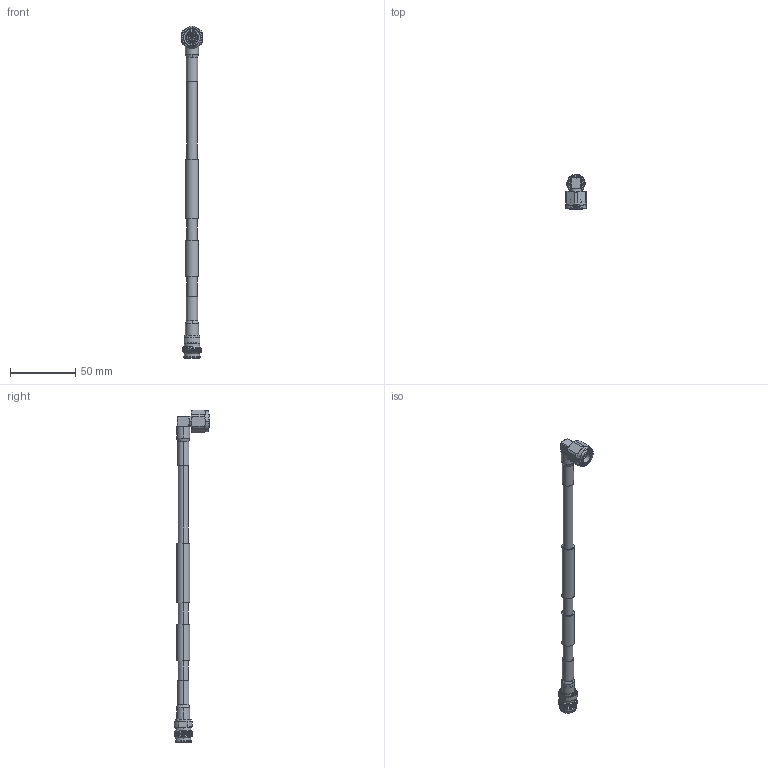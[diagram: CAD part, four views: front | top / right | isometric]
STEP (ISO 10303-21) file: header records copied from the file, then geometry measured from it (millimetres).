
FILE_DESCRIPTION (( 'STEP AP214' ), '1' );
FILE_NAME ('FMCA2272.step', '2021-02-09T19:11:28', ( '' ), ( '' ), 'SwSTEP 2.0', 'SolidWorks 2018', '' );
FILE_SCHEMA (( 'AUTOMOTIVE_DESIGN' ));
Length unit declared in the file: inch
Products named in the file (5): FMCN1715^FMCA2272; FMCN1714^FMCA2272; FM-1/4SFHC^FMCA2272; FMCA2272; Heat Shrink^FMCA2272
Assembly tree (5 placements, depth 2):
  FMCA2272
    FM-1/4SFHC^FMCA2272
    Heat Shrink^FMCA2272  x2
    FMCN1714^FMCA2272
    FMCN1715^FMCA2272
Bounding box: 16 x 27.4 x 254.6 mm (x, y, z)
Volume: 18447 mm3; surface area: 11492.1 mm2
Topology: 5 solids, 5 shells, 310 faces, 770 edges, 490 vertices
Faces by surface type: cylinder 116, plane 96, cone 58, torus 21, bspline 19
Entity records: 13879 total; most frequent: CARTESIAN_POINT 6751, ORIENTED_EDGE 1500, DIRECTION 1419, EDGE_CURVE 750, AXIS2_PLACEMENT_3D 586, VERTEX_POINT 478, EDGE_LOOP 330, FACE_OUTER_BOUND 302
